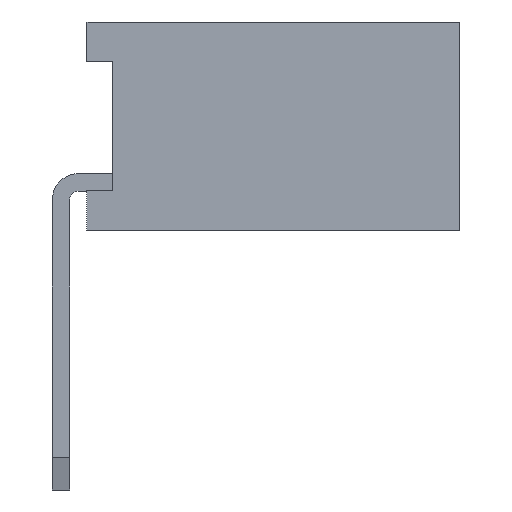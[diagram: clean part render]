
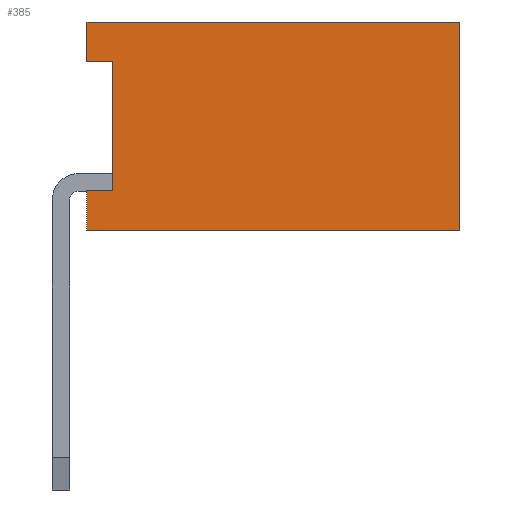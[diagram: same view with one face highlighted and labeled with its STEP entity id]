
A CAD part, left-side view. The second image highlights one B-rep face of the part: STEP entity #385.
In plain terms, the highlighted planar face has unit normal (-1, 0, 0).
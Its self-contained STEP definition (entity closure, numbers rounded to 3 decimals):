
#385=ADVANCED_FACE('',(#15669),#15671,.T.);
#15669=FACE_BOUND('',#15670,.T.);
#15670=EDGE_LOOP('',(#27857,#27858,#27859,#27860,#27861,#27862,#27863,#27864));
#15671=PLANE('',#15672);
#15672=AXIS2_PLACEMENT_3D('',#15673,#15674,#15675);
#15673=CARTESIAN_POINT('',(-1.,-4.6,0.));
#15674=DIRECTION('',(-1.,0.,0.));
#15675=DIRECTION('',(0.,0.,1.));
#27857=ORIENTED_EDGE('',*,*,#36981,.T.);
#27858=ORIENTED_EDGE('',*,*,#37097,.T.);
#27859=ORIENTED_EDGE('',*,*,#36870,.T.);
#27860=ORIENTED_EDGE('',*,*,#37096,.F.);
#27861=ORIENTED_EDGE('',*,*,#37098,.F.);
#27862=ORIENTED_EDGE('',*,*,#37099,.T.);
#27863=ORIENTED_EDGE('',*,*,#37100,.T.);
#27864=ORIENTED_EDGE('',*,*,#37091,.F.);
#36870=EDGE_CURVE('',#41498,#41495,#41499,.F.);
#36981=EDGE_CURVE('',#41720,#41718,#41721,.F.);
#37091=EDGE_CURVE('',#41720,#41933,#41934,.T.);
#37096=EDGE_CURVE('',#41940,#41495,#41942,.T.);
#37097=EDGE_CURVE('',#41718,#41498,#41943,.T.);
#37098=EDGE_CURVE('',#41944,#41940,#41945,.T.);
#37099=EDGE_CURVE('',#41944,#41946,#41947,.T.);
#37100=EDGE_CURVE('',#41946,#41933,#41948,.T.);
#41495=VERTEX_POINT('',#49101);
#41498=VERTEX_POINT('',#49106);
#41499=LINE('',#49107,#49108);
#41718=VERTEX_POINT('',#49546);
#41720=VERTEX_POINT('',#49550);
#41721=LINE('',#49551,#49552);
#41933=VERTEX_POINT('',#49983);
#41934=LINE('',#49984,#49985);
#41940=VERTEX_POINT('',#49998);
#41942=LINE('',#50002,#50003);
#41943=LINE('',#50005,#50006);
#41944=VERTEX_POINT('',#50008);
#41945=LINE('',#50009,#50010);
#41946=VERTEX_POINT('',#50012);
#41947=LINE('',#50013,#50014);
#41948=LINE('',#50016,#50017);
#49101=CARTESIAN_POINT('',(-1.,-0.3,0.45));
#49106=CARTESIAN_POINT('',(-1.,-0.6,0.45));
#49107=CARTESIAN_POINT('',(-1.,-0.3,0.45));
#49108=VECTOR('',#49109,1.);
#49109=DIRECTION('',(0.,-1.,0.));
#49546=CARTESIAN_POINT('',(-1.,-0.6,1.95));
#49550=CARTESIAN_POINT('',(-1.,-0.3,1.95));
#49551=CARTESIAN_POINT('',(-1.,-0.6,1.95));
#49552=VECTOR('',#49553,1.);
#49553=DIRECTION('',(0.,1.,0.));
#49983=CARTESIAN_POINT('',(-1.,-0.3,2.4));
#49984=CARTESIAN_POINT('',(-1.,-0.3,1.95));
#49985=VECTOR('',#49986,1.);
#49986=DIRECTION('',(0.,0.,1.));
#49998=CARTESIAN_POINT('',(-1.,-0.3,0.));
#50002=CARTESIAN_POINT('',(-1.,-0.3,0.));
#50003=VECTOR('',#50004,1.);
#50004=DIRECTION('',(0.,0.,1.));
#50005=CARTESIAN_POINT('',(-1.,-0.6,1.95));
#50006=VECTOR('',#50007,1.);
#50007=DIRECTION('',(0.,0.,-1.));
#50008=CARTESIAN_POINT('',(-1.,-4.6,0.));
#50009=CARTESIAN_POINT('',(-1.,-4.6,0.));
#50010=VECTOR('',#50011,1.);
#50011=DIRECTION('',(0.,1.,0.));
#50012=CARTESIAN_POINT('',(-1.,-4.6,2.4));
#50013=CARTESIAN_POINT('',(-1.,-4.6,0.));
#50014=VECTOR('',#50015,1.);
#50015=DIRECTION('',(0.,0.,1.));
#50016=CARTESIAN_POINT('',(-1.,-4.6,2.4));
#50017=VECTOR('',#50018,1.);
#50018=DIRECTION('',(0.,1.,0.));
